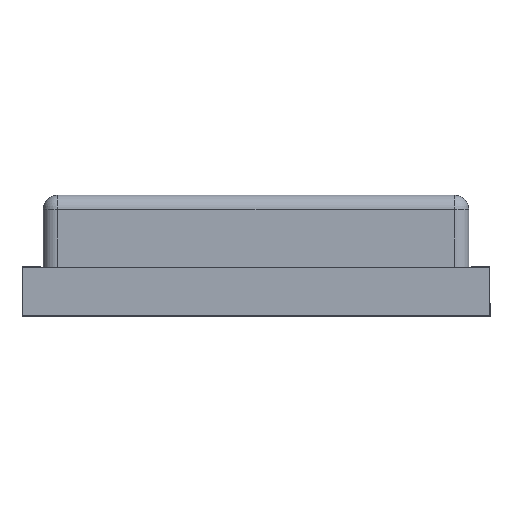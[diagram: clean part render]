
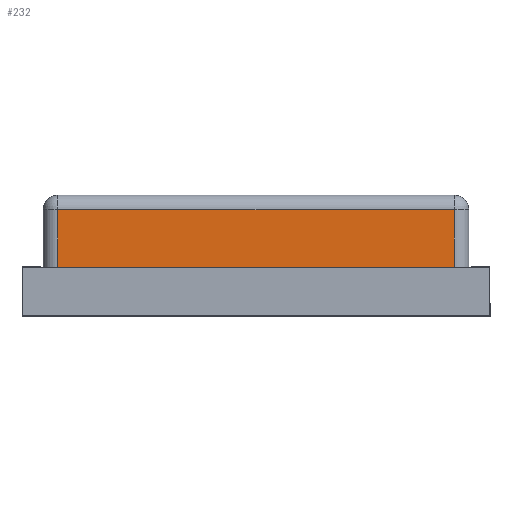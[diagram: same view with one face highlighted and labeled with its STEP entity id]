
A CAD part, top view. The second image highlights one B-rep face of the part: STEP entity #232.
In plain terms, the highlighted planar face has unit normal (0, 0, 1).
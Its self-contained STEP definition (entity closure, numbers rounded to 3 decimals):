
#232 = ADVANCED_FACE ( 'NONE', ( #3175 ), #5283, .F. ) ;
#277 = EDGE_CURVE ( 'NONE', #4386, #4387, #5654, .T. ) ;
#515 = EDGE_CURVE ( 'NONE', #4387, #4602, #6642, .T. ) ;
#531 = EDGE_CURVE ( 'NONE', #4606, #4386, #6690, .T. ) ;
#533 = EDGE_CURVE ( 'NONE', #4602, #4606, #6696, .T. ) ;
#866 = ORIENTED_EDGE ( 'NONE', *, *, #531, .T. ) ;
#867 = ORIENTED_EDGE ( 'NONE', *, *, #277, .T. ) ;
#868 = ORIENTED_EDGE ( 'NONE', *, *, #515, .T. ) ;
#869 = ORIENTED_EDGE ( 'NONE', *, *, #533, .T. ) ;
#3175 = FACE_OUTER_BOUND ( 'NONE', #14425, .T. ) ;
#3180 = AXIS2_PLACEMENT_3D ( 'NONE', #5296, #5297, #5298 ) ;
#3339 = VECTOR ( 'NONE', #5656, 1000. ) ;
#4386 = VERTEX_POINT ( 'NONE', #13616 ) ;
#4387 = VERTEX_POINT ( 'NONE', #13617 ) ;
#4602 = VERTEX_POINT ( 'NONE', #13832 ) ;
#4606 = VERTEX_POINT ( 'NONE', #13836 ) ;
#5283 = PLANE ( 'NONE',  #3180 ) ;
#5296 = CARTESIAN_POINT ( 'NONE',  ( 0.43, 2.5, 9.64 ) ) ;
#5297 = DIRECTION ( 'NONE',  ( 0., 0., -1. ) ) ;
#5298 = DIRECTION ( 'NONE',  ( -1., 0., 0. ) ) ;
#5654 = LINE ( 'NONE', #5655, #3339 ) ;
#5655 = CARTESIAN_POINT ( 'NONE',  ( 0.43, 1., 9.64 ) ) ;
#5656 = DIRECTION ( 'NONE',  ( 1., 0., 0. ) ) ;
#6642 = LINE ( 'NONE', #6643, #7276 ) ;
#6643 = CARTESIAN_POINT ( 'NONE',  ( 8.97, 2.5, 9.64 ) ) ;
#6644 = DIRECTION ( 'NONE',  ( 0., 1., 0. ) ) ;
#6690 = LINE ( 'NONE', #6691, #7291 ) ;
#6691 = CARTESIAN_POINT ( 'NONE',  ( 0.73, 2.5, 9.64 ) ) ;
#6692 = DIRECTION ( 'NONE',  ( 0., -1., 0. ) ) ;
#6696 = LINE ( 'NONE', #6697, #7293 ) ;
#6697 = CARTESIAN_POINT ( 'NONE',  ( 0.43, 2.2, 9.64 ) ) ;
#6698 = DIRECTION ( 'NONE',  ( -1., 0., 0. ) ) ;
#7276 = VECTOR ( 'NONE', #6644, 1000. ) ;
#7291 = VECTOR ( 'NONE', #6692, 1000. ) ;
#7293 = VECTOR ( 'NONE', #6698, 1000. ) ;
#13616 = CARTESIAN_POINT ( 'NONE',  ( 0.73, 1., 9.64 ) ) ;
#13617 = CARTESIAN_POINT ( 'NONE',  ( 8.97, 1., 9.64 ) ) ;
#13832 = CARTESIAN_POINT ( 'NONE',  ( 8.97, 2.2, 9.64 ) ) ;
#13836 = CARTESIAN_POINT ( 'NONE',  ( 0.73, 2.2, 9.64 ) ) ;
#14425 = EDGE_LOOP ( 'NONE', ( #867, #868, #869, #866 ) ) ;
